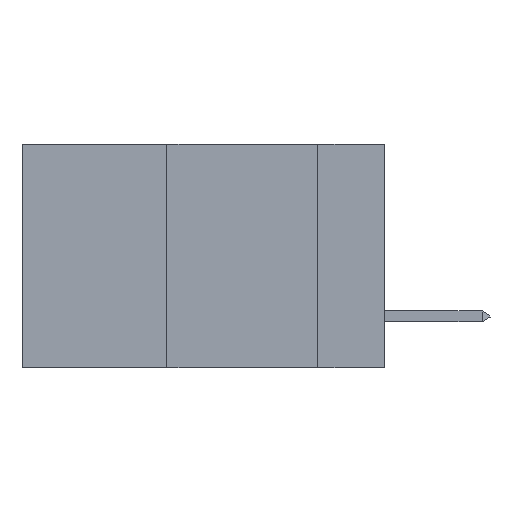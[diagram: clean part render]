
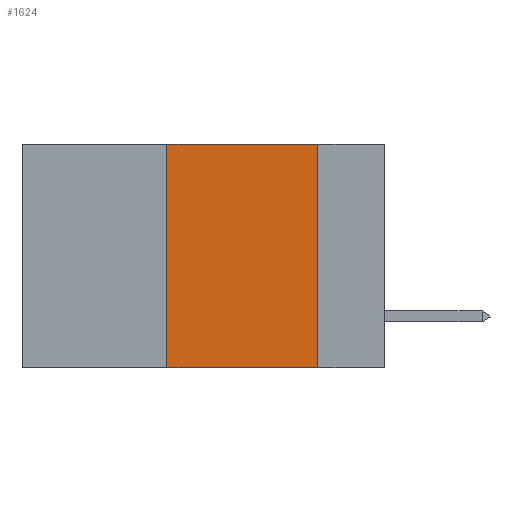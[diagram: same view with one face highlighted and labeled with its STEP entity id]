
A CAD part, left-side view. The second image highlights one B-rep face of the part: STEP entity #1624.
In plain terms, the highlighted planar face has unit normal (-1, 0, 0).
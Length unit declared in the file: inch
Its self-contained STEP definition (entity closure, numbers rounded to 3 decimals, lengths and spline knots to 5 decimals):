
#405 = VERTEX_POINT ( 'NONE', #10775 ) ;
#922 = EDGE_CURVE ( 'NONE', #14223, #6114, #2635, .T. ) ;
#1567 = ORIENTED_EDGE ( 'NONE', *, *, #6933, .F. ) ;
#1624 = ADVANCED_FACE ( 'NONE', ( #10833 ), #7873, .F. ) ;
#1646 = DIRECTION ( 'NONE',  ( 0., 0., -1. ) ) ;
#1649 = DIRECTION ( 'NONE',  ( 0., -1., 0. ) ) ;
#2438 = VERTEX_POINT ( 'NONE', #13325 ) ;
#2635 = LINE ( 'NONE', #7521, #6433 ) ;
#3045 = DIRECTION ( 'NONE',  ( 0., 0., -1. ) ) ;
#4182 = CARTESIAN_POINT ( 'NONE',  ( 0., 0.11, 0. ) ) ;
#4383 = CARTESIAN_POINT ( 'NONE',  ( 0., 0.36, 0. ) ) ;
#6114 = VERTEX_POINT ( 'NONE', #4383 ) ;
#6433 = VECTOR ( 'NONE', #9937, 39.37008 ) ;
#6933 = EDGE_CURVE ( 'NONE', #2438, #405, #12215, .T. ) ;
#6969 = CARTESIAN_POINT ( 'NONE',  ( 0., 0.36, -0.37 ) ) ;
#7030 = ORIENTED_EDGE ( 'NONE', *, *, #10704, .F. ) ;
#7112 = VECTOR ( 'NONE', #1649, 39.37008 ) ;
#7521 = CARTESIAN_POINT ( 'NONE',  ( 0., 0.36, 0. ) ) ;
#7873 = PLANE ( 'NONE',  #15686 ) ;
#8256 = LINE ( 'NONE', #15260, #7112 ) ;
#8851 = EDGE_LOOP ( 'NONE', ( #1567, #7030, #13428, #10760 ) ) ;
#9040 = DIRECTION ( 'NONE',  ( 1., 0., 0. ) ) ;
#9500 = VECTOR ( 'NONE', #1646, 39.37008 ) ;
#9937 = DIRECTION ( 'NONE',  ( 0., 0., 1. ) ) ;
#10704 = EDGE_CURVE ( 'NONE', #6114, #2438, #14933, .T. ) ;
#10760 = ORIENTED_EDGE ( 'NONE', *, *, #11841, .T. ) ;
#10775 = CARTESIAN_POINT ( 'NONE',  ( 0., 0.11, -0.37 ) ) ;
#10833 = FACE_OUTER_BOUND ( 'NONE', #8851, .T. ) ;
#11841 = EDGE_CURVE ( 'NONE', #14223, #405, #8256, .T. ) ;
#12215 = LINE ( 'NONE', #4182, #9500 ) ;
#12646 = CARTESIAN_POINT ( 'NONE',  ( 0., 0.6, 0. ) ) ;
#13325 = CARTESIAN_POINT ( 'NONE',  ( 0., 0.11, 0. ) ) ;
#13428 = ORIENTED_EDGE ( 'NONE', *, *, #922, .F. ) ;
#14223 = VERTEX_POINT ( 'NONE', #6969 ) ;
#14896 = DIRECTION ( 'NONE',  ( 0., -1., 0. ) ) ;
#14933 = LINE ( 'NONE', #12646, #15679 ) ;
#15235 = CARTESIAN_POINT ( 'NONE',  ( 0., 0.6, 0. ) ) ;
#15260 = CARTESIAN_POINT ( 'NONE',  ( 0., 0.6, -0.37 ) ) ;
#15679 = VECTOR ( 'NONE', #14896, 39.37008 ) ;
#15686 = AXIS2_PLACEMENT_3D ( 'NONE', #15235, #9040, #3045 ) ;
